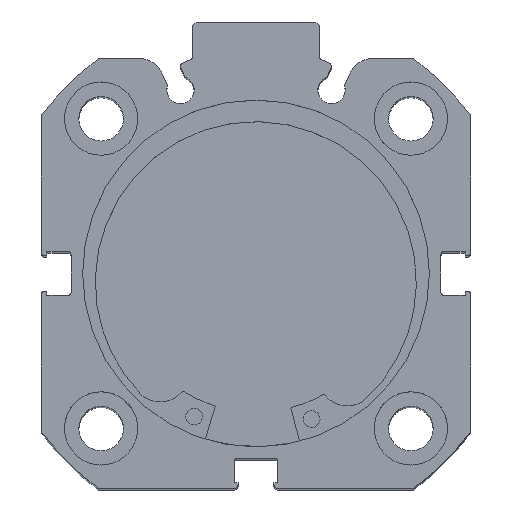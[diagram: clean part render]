
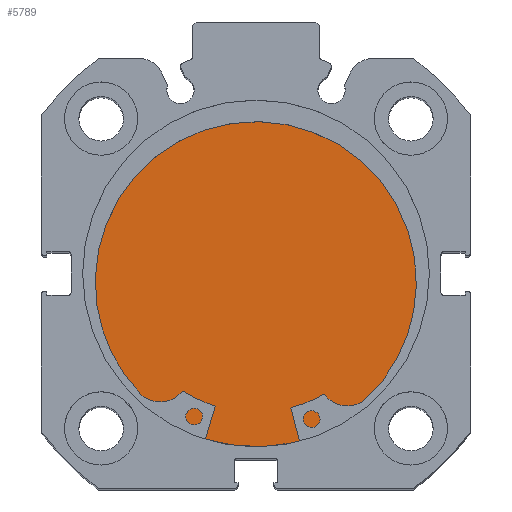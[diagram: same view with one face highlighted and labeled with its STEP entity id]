
A CAD part, top view. The second image highlights one B-rep face of the part: STEP entity #5789.
In plain terms, the highlighted face is planar.
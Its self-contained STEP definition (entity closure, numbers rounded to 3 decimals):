
#124 = DIRECTION ( 'NONE',  ( 0., 0., 1. ) ) ;
#125 = DIRECTION ( 'NONE',  ( -1., 0., 0. ) ) ;
#128 = CARTESIAN_POINT ( 'NONE',  ( 9., 0., 0. ) ) ;
#155 = DIRECTION ( 'NONE',  ( 0., 0., 1. ) ) ;
#157 = DIRECTION ( 'NONE',  ( -1., 0., 0. ) ) ;
#158 = CARTESIAN_POINT ( 'NONE',  ( 9., 0., 0. ) ) ;
#992 = EDGE_LOOP ( 'NONE', ( #6063, #6093 ) ) ;
#1325 = CIRCLE ( 'NONE', #3421, 26. ) ;
#1339 = CIRCLE ( 'NONE', #3426, 26. ) ;
#2978 = EDGE_CURVE ( 'NONE', #6696, #6694, #1325, .T. ) ;
#2987 = EDGE_CURVE ( 'NONE', #6694, #6696, #1339, .T. ) ;
#3421 = AXIS2_PLACEMENT_3D ( 'NONE', #158, #157, #155 ) ;
#3426 = AXIS2_PLACEMENT_3D ( 'NONE', #128, #125, #124 ) ;
#3747 = AXIS2_PLACEMENT_3D ( 'NONE', #4908, #4911, #4912 ) ;
#4471 = FACE_OUTER_BOUND ( 'NONE', #992, .T. ) ;
#4908 = CARTESIAN_POINT ( 'NONE',  ( 9., 26., 0. ) ) ;
#4909 = PLANE ( 'NONE',  #3747 ) ;
#4911 = DIRECTION ( 'NONE',  ( -1., 0., 0. ) ) ;
#4912 = DIRECTION ( 'NONE',  ( 0., 0., 1. ) ) ;
#5426 = CARTESIAN_POINT ( 'NONE',  ( 9., 0., -26. ) ) ;
#5428 = CARTESIAN_POINT ( 'NONE',  ( 9., 0., 26. ) ) ;
#5789 = ADVANCED_FACE ( 'NONE', ( #4471 ), #4909, .F. ) ;
#6063 = ORIENTED_EDGE ( 'NONE', *, *, #2978, .F. ) ;
#6093 = ORIENTED_EDGE ( 'NONE', *, *, #2987, .F. ) ;
#6694 = VERTEX_POINT ( 'NONE', #5426 ) ;
#6696 = VERTEX_POINT ( 'NONE', #5428 ) ;
